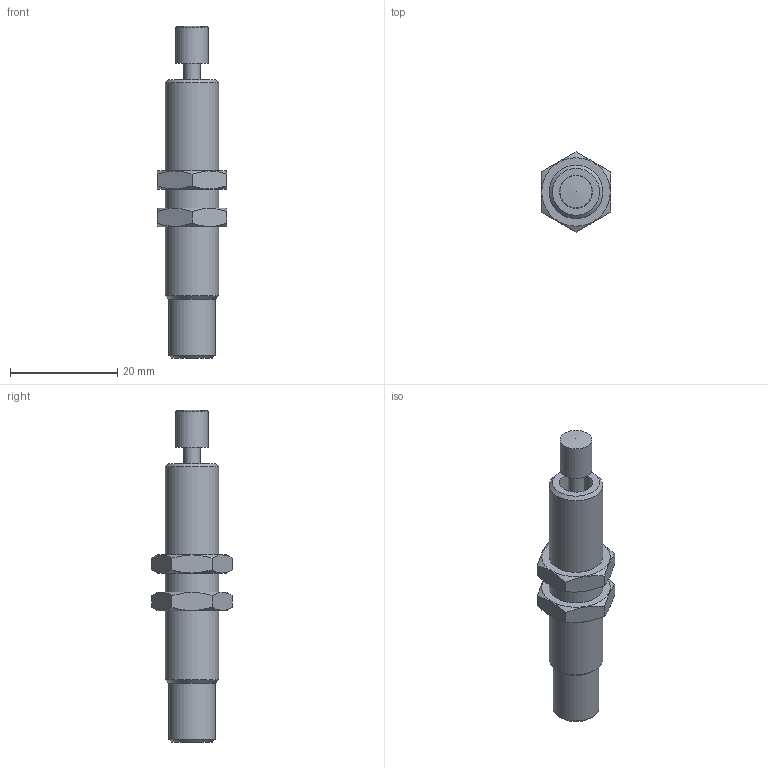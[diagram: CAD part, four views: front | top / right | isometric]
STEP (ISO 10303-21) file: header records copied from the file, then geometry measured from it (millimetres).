
FILE_DESCRIPTION(/* description */ ('STEP AP214'),/* implementation_level */ '2;1');
FILE_NAME(/* name */ '548072_DYSW-7-10-Y1F',/* time_stamp */ '2024-08-23T09:30:31+02:00',/* author */ ('License CC BY-ND 4.0'),/* organization */ ('CADENAS'),/* preprocessor_version */ 'ST-DEVELOPER v19.3',/* originating_system */ 'PARTsolutions',/* authorisation */ ' ');
FILE_SCHEMA (('AUTOMOTIVE_DESIGN {1 0 10303 214 3 1 1}'));
Length unit declared in the file: millimetre
Products named in the file (3): 548072 DYSW-7-10-Y1F---(0); 548072 DYSW-7-10-Y1F---(SD_0); 396998 YSRW M10X1-3.5-13
Assembly tree (3 placements, depth 2):
  548072 DYSW-7-10-Y1F---(0)
    548072 DYSW-7-10-Y1F---(SD_0)
    396998 YSRW M10X1-3.5-13  x2
Bounding box: 13 x 15.01 x 62.05 mm (x, y, z)
Volume: 4444.3 mm3; surface area: 2911.9 mm2
Topology: 3 solids, 3 shells, 47 faces, 104 edges, 67 vertices
Faces by surface type: plane 28, cone 11, cylinder 7, sphere 1
Full cylindrical faces by diameter (mm): 3 x1, 6 x1, 6.2 x1, 8.6 x1, 8.917 x2, 10 x1
Entity records: 1063 total; most frequent: CARTESIAN_POINT 184, DIRECTION 138, ORIENTED_EDGE 110, AXIS2_PLACEMENT_3D 57, EDGE_CURVE 55, EDGE_LOOP 54, FACE_BOUND 54, VERTEX_POINT 43
